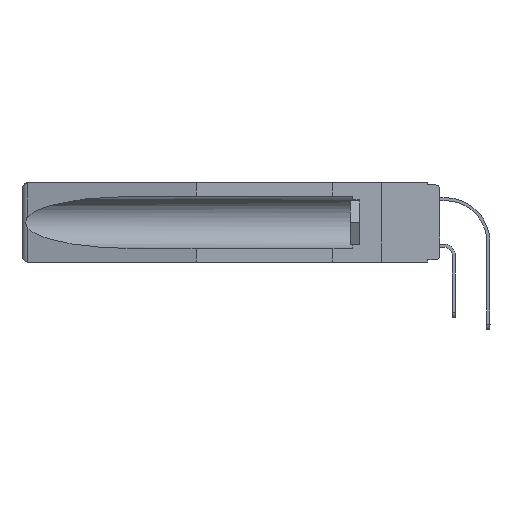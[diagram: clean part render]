
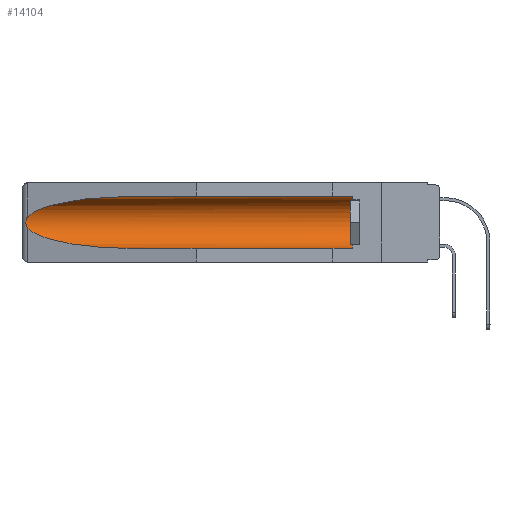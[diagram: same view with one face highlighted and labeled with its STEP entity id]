
A CAD part, left-side view. The second image highlights one B-rep face of the part: STEP entity #14104.
In plain terms, the highlighted cylindrical face has radius 2.857 mm (diameter 5.715 mm), a partial arc.
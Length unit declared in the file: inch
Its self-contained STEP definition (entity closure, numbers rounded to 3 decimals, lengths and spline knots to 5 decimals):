
#906 = CARTESIAN_POINT ( 'NONE',  ( 0.26537, 1.52718, -0.19328 ) ) ;
#1399 = DIRECTION ( 'NONE',  ( 0., 0., 1. ) ) ;
#1530 = VERTEX_POINT ( 'NONE', #3690 ) ;
#1912 = ORIENTED_EDGE ( 'NONE', *, *, #23902, .T. ) ;
#2033 = AXIS2_PLACEMENT_3D ( 'NONE', #10953, #8930, #16733 ) ;
#2034 = LINE ( 'NONE', #21410, #22689 ) ;
#2059 =( BOUNDED_CURVE ( )  B_SPLINE_CURVE ( 3, ( #906, #16548, #16174, #6736 ),
 .UNSPECIFIED., .F., .F. ) 
 B_SPLINE_CURVE_WITH_KNOTS ( ( 4, 4 ),
 ( 0.1948, 1.5708 ),
 .UNSPECIFIED. ) 
 CURVE ( )  GEOMETRIC_REPRESENTATION_ITEM ( )  RATIONAL_B_SPLINE_CURVE ( ( 1., 0.848, 0.848, 1. ) ) 
 REPRESENTATION_ITEM ( '' )  );
#3604 = AXIS2_PLACEMENT_3D ( 'NONE', #21129, #18841, #1399 ) ;
#3690 = CARTESIAN_POINT ( 'NONE',  ( 0.155, 1.07973, -0.059 ) ) ;
#3733 = CARTESIAN_POINT ( 'NONE',  ( 0.21114, 1.30732, -0.059 ) ) ;
#4804 = LINE ( 'NONE', #8709, #9832 ) ;
#5072 = ORIENTED_EDGE ( 'NONE', *, *, #21863, .F. ) ;
#5780 = CARTESIAN_POINT ( 'NONE',  ( 0.26537, 1.52718, -0.19328 ) ) ;
#5908 = VERTEX_POINT ( 'NONE', #23226 ) ;
#5968 = DIRECTION ( 'NONE',  ( 0., 1., 0. ) ) ;
#6270 = EDGE_CURVE ( 'NONE', #22939, #1530, #2034, .T. ) ;
#6736 = CARTESIAN_POINT ( 'NONE',  ( 0.155, 1.07973, -0.284 ) ) ;
#6945 = ORIENTED_EDGE ( 'NONE', *, *, #18192, .T. ) ;
#6995 = VERTEX_POINT ( 'NONE', #10964 ) ;
#7551 = CARTESIAN_POINT ( 'NONE',  ( 0.26537, 1.52718, -0.14972 ) ) ;
#7671 = CARTESIAN_POINT ( 'NONE',  ( 0.26655, 1.53094, -0.18657 ) ) ;
#8380 = CARTESIAN_POINT ( 'NONE',  ( 0.26537, 1.52718, -0.19328 ) ) ;
#8504 = EDGE_CURVE ( 'NONE', #5908, #11416, #20785, .T. ) ;
#8709 = CARTESIAN_POINT ( 'NONE',  ( 0.155, -0.30754, -0.284 ) ) ;
#8930 = DIRECTION ( 'NONE',  ( 0., -1., 0. ) ) ;
#9499 = CARTESIAN_POINT ( 'NONE',  ( 0.155, 1.07973, -0.284 ) ) ;
#9832 = VECTOR ( 'NONE', #20351, 39.37008 ) ;
#10953 = CARTESIAN_POINT ( 'NONE',  ( 0.155, 0.126, -0.1715 ) ) ;
#10964 = CARTESIAN_POINT ( 'NONE',  ( 0.155, 0.126, -0.284 ) ) ;
#11416 = VERTEX_POINT ( 'NONE', #8380 ) ;
#12267 = EDGE_LOOP ( 'NONE', ( #1912, #18853, #6945, #5072, #23235, #22027 ) ) ;
#12283 =( BOUNDED_CURVE ( )  B_SPLINE_CURVE ( 3, ( #25037, #3733, #13516, #21332 ),
 .UNSPECIFIED., .F., .F. ) 
 B_SPLINE_CURVE_WITH_KNOTS ( ( 4, 4 ),
 ( 4.71239, 6.08839 ),
 .UNSPECIFIED. ) 
 CURVE ( )  GEOMETRIC_REPRESENTATION_ITEM ( )  RATIONAL_B_SPLINE_CURVE ( ( 1., 0.848, 0.848, 1. ) ) 
 REPRESENTATION_ITEM ( '' )  );
#13064 = VERTEX_POINT ( 'NONE', #9499 ) ;
#13409 = CARTESIAN_POINT ( 'NONE',  ( 0.2673, 1.5327, -0.16383 ) ) ;
#13516 = CARTESIAN_POINT ( 'NONE',  ( 0.25451, 1.48313, -0.09465 ) ) ;
#14104 = ADVANCED_FACE ( 'NONE', ( #16919 ), #24723, .F. ) ;
#15080 = CARTESIAN_POINT ( 'NONE',  ( 0.2675, 1.53308, -0.17534 ) ) ;
#15459 = CARTESIAN_POINT ( 'NONE',  ( 0.26597, 1.52961, -0.15275 ) ) ;
#16174 = CARTESIAN_POINT ( 'NONE',  ( 0.21114, 1.30732, -0.284 ) ) ;
#16287 = EDGE_CURVE ( 'NONE', #6995, #22939, #17075, .T. ) ;
#16548 = CARTESIAN_POINT ( 'NONE',  ( 0.25451, 1.48313, -0.24835 ) ) ;
#16733 = DIRECTION ( 'NONE',  ( 0., 0., 1. ) ) ;
#16919 = FACE_OUTER_BOUND ( 'NONE', #12267, .T. ) ;
#17075 = CIRCLE ( 'NONE', #2033, 0.1125 ) ;
#17177 = CARTESIAN_POINT ( 'NONE',  ( 0.155, 0.126, -0.059 ) ) ;
#18192 = EDGE_CURVE ( 'NONE', #11416, #13064, #2059, .T. ) ;
#18841 = DIRECTION ( 'NONE',  ( 0., 1., 0. ) ) ;
#18853 = ORIENTED_EDGE ( 'NONE', *, *, #8504, .T. ) ;
#18922 = CARTESIAN_POINT ( 'NONE',  ( 0.2675, 1.53308, -0.16763 ) ) ;
#20351 = DIRECTION ( 'NONE',  ( 0., 1., 0. ) ) ;
#20785 = B_SPLINE_CURVE_WITH_KNOTS ( 'NONE', 3,
 ( #7551, #15459, #22889, #13409, #18922, #15080, #25178, #7671, #23268, #5780 ),
 .UNSPECIFIED., .F., .F.,
 ( 4, 2, 2, 2, 4 ),
 ( 0., 0.00029, 0.00058, 0.00087, 0.00117 ),
 .UNSPECIFIED. ) ;
#21129 = CARTESIAN_POINT ( 'NONE',  ( 0.155, -0.30754, -0.1715 ) ) ;
#21332 = CARTESIAN_POINT ( 'NONE',  ( 0.26537, 1.52718, -0.14972 ) ) ;
#21410 = CARTESIAN_POINT ( 'NONE',  ( 0.155, -0.30754, -0.059 ) ) ;
#21863 = EDGE_CURVE ( 'NONE', #6995, #13064, #4804, .T. ) ;
#22027 = ORIENTED_EDGE ( 'NONE', *, *, #6270, .T. ) ;
#22689 = VECTOR ( 'NONE', #5968, 39.37008 ) ;
#22889 = CARTESIAN_POINT ( 'NONE',  ( 0.26654, 1.53092, -0.15636 ) ) ;
#22939 = VERTEX_POINT ( 'NONE', #17177 ) ;
#23226 = CARTESIAN_POINT ( 'NONE',  ( 0.26537, 1.52718, -0.14972 ) ) ;
#23235 = ORIENTED_EDGE ( 'NONE', *, *, #16287, .T. ) ;
#23268 = CARTESIAN_POINT ( 'NONE',  ( 0.26597, 1.5296, -0.19026 ) ) ;
#23902 = EDGE_CURVE ( 'NONE', #1530, #5908, #12283, .T. ) ;
#24723 = CYLINDRICAL_SURFACE ( 'NONE', #3604, 0.1125 ) ;
#25037 = CARTESIAN_POINT ( 'NONE',  ( 0.155, 1.07973, -0.059 ) ) ;
#25178 = CARTESIAN_POINT ( 'NONE',  ( 0.2673, 1.53269, -0.17917 ) ) ;
